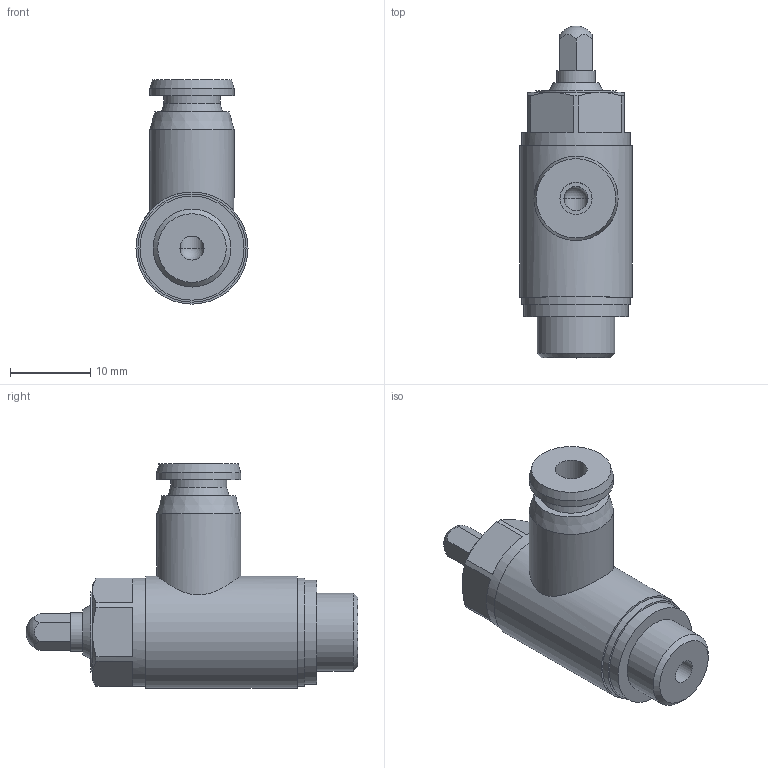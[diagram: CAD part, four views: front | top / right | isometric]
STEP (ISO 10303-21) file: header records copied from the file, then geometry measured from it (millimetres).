
FILE_DESCRIPTION(/* description */ ('STEP AP214'),/* implementation_level */ '2;1');
FILE_NAME(/* name */ '578797_VFOH-LE-A-G18-Q4',/* time_stamp */ '2024-09-16T12:28:27+02:00',/* author */ ('License CC BY-ND 4.0'),/* organization */ ('CADENAS'),/* preprocessor_version */ 'ST-DEVELOPER v19.3',/* originating_system */ 'PARTsolutions',/* authorisation */ ' ');
FILE_SCHEMA (('AUTOMOTIVE_DESIGN {1 0 10303 214 3 1 1}'));
Length unit declared in the file: millimetre
Products named in the file (1): 578797 VFOH-LE-A-G18-Q4
Bounding box: 14 x 41.45 x 28 mm (x, y, z)
Volume: 5396 mm3; surface area: 2705.9 mm2
Topology: 1 solids, 1 shells, 57 faces, 124 edges, 79 vertices
Faces by surface type: plane 31, cylinder 13, cone 11, sphere 2
Full cylindrical faces by diameter (mm): 3 x2, 4 x1, 4.8 x1, 7 x1, 9.728 x1, 10.05 x1, 10.5 x2, 13 x1, 13.5 x2, 14 x1
Entity records: 1867 total; most frequent: CARTESIAN_POINT 284, DIRECTION 256, ORIENTED_EDGE 196, AXIS2_PLACEMENT_3D 113, EDGE_CURVE 98, EDGE_LOOP 89, FACE_BOUND 89, VERTEX_POINT 73
